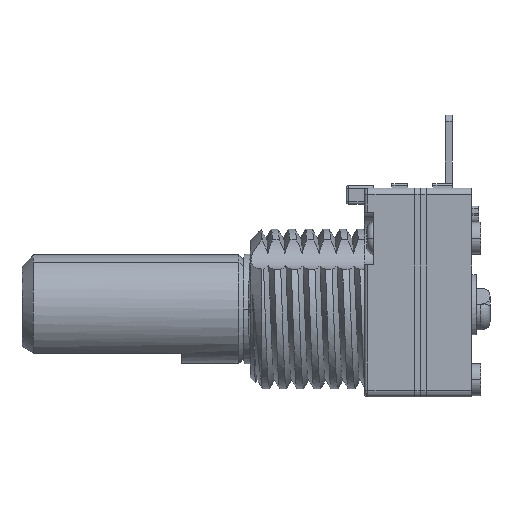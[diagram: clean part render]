
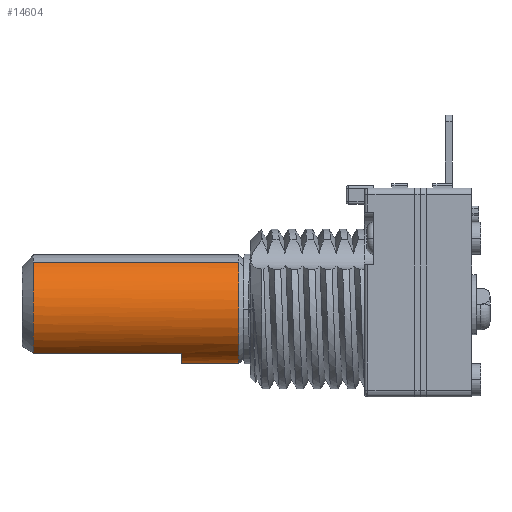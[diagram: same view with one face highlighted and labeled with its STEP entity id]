
A CAD part, left-side view. The second image highlights one B-rep face of the part: STEP entity #14604.
In plain terms, the highlighted cylindrical face has radius 2.375 mm (diameter 4.75 mm), a partial arc.
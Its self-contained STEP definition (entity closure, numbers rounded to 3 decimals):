
#14177=CARTESIAN_POINT('',(0.,0.2,0.));
#14178=DIRECTION('',(0.,-1.,0.));
#14179=DIRECTION('',(1.,0.,0.));
#14180=AXIS2_PLACEMENT_3D('',#14177,#14178,#14179);
#14182=DIRECTION('',(0.,1.,0.));
#14183=VECTOR('',#14182,2.5);
#14184=CARTESIAN_POINT('',(-2.375,0.2,
0.));
#14185=LINE('',#14184,#14183);
#14186=CARTESIAN_POINT('',(0.,2.7,0.));
#14187=DIRECTION('',(0.,1.,0.));
#14188=DIRECTION('',(-1.,0.,0.));
#14189=AXIS2_PLACEMENT_3D('',#14186,#14187,#14188);
#14191=DIRECTION('',(0.,1.,0.));
#14192=VECTOR('',#14191,6.5);
#14193=CARTESIAN_POINT('',(-0.975,2.7,2.166));
#14194=LINE('',#14193,#14192);
#14195=CARTESIAN_POINT('',(0.,9.2,0.));
#14196=DIRECTION('',(0.,1.,0.));
#14197=DIRECTION('',(-0.411,0.,0.912));
#14198=AXIS2_PLACEMENT_3D('',#14195,#14196,#14197);
#14205=DIRECTION('',(0.,1.,0.));
#14206=VECTOR('',#14205,9.);
#14207=CARTESIAN_POINT('',(2.375,0.2,
0.));
#14208=LINE('',#14207,#14206);
#14238=CARTESIAN_POINT('',(-0.975,9.2,2.166));
#14469=CARTESIAN_POINT('',(-2.375,2.7,0.));
#14471=VERTEX_POINT('',#14469);
#14472=CARTESIAN_POINT('',(-0.975,2.7,2.166));
#14473=VERTEX_POINT('',#14472);
#14476=CARTESIAN_POINT('',(2.375,9.2,0.));
#14477=VERTEX_POINT('',#14476);
#14478=VERTEX_POINT('',#14238);
#14484=CARTESIAN_POINT('',(-2.375,0.2,0.));
#14485=CARTESIAN_POINT('',(2.375,0.2,0.));
#14486=VERTEX_POINT('',#14484);
#14487=VERTEX_POINT('',#14485);
#14586=CARTESIAN_POINT('',(0.,0.,0.));
#14587=DIRECTION('',(0.,1.,0.));
#14588=DIRECTION('',(1.,0.,0.));
#14589=AXIS2_PLACEMENT_3D('',#14586,#14587,#14588);
#14590=CYLINDRICAL_SURFACE('',#14589,2.375);
#14591=ORIENTED_EDGE('',*,*,#14580,.T.);
#14593=ORIENTED_EDGE('',*,*,#14592,.T.);
#14595=ORIENTED_EDGE('',*,*,#14594,.T.);
#14597=ORIENTED_EDGE('',*,*,#14596,.T.);
#14599=ORIENTED_EDGE('',*,*,#14598,.T.);
#14601=ORIENTED_EDGE('',*,*,#14600,.F.);
#14602=EDGE_LOOP('',(#14591,#14593,#14595,#14597,#14599,#14601));
#14603=FACE_OUTER_BOUND('',#14602,.F.);
#14604=ADVANCED_FACE('',(#14603),#14590,.T.);
#14181=CIRCLE('',#14180,2.375);
#14190=CIRCLE('',#14189,2.375);
#14199=CIRCLE('',#14198,2.375);
#14580=EDGE_CURVE('',#14487,#14486,#14181,.T.);
#14592=EDGE_CURVE('',#14486,#14471,#14185,.T.);
#14594=EDGE_CURVE('',#14471,#14473,#14190,.T.);
#14596=EDGE_CURVE('',#14473,#14478,#14194,.T.);
#14598=EDGE_CURVE('',#14478,#14477,#14199,.T.);
#14600=EDGE_CURVE('',#14487,#14477,#14208,.T.);
